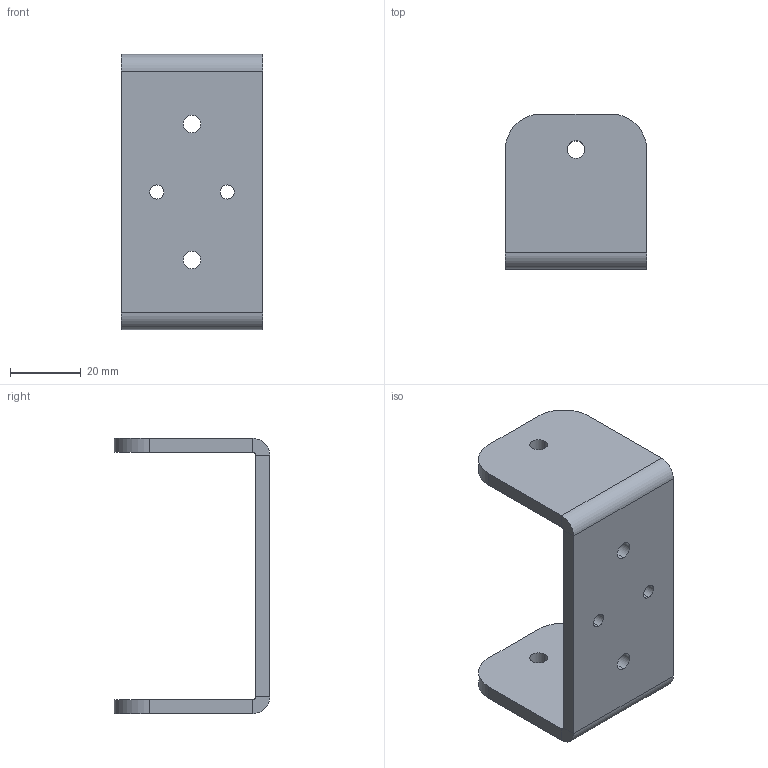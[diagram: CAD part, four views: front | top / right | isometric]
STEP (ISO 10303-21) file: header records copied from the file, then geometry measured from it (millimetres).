
FILE_DESCRIPTION (( 'STEP AP214' ), '1' );
FILE_NAME ('Follower bracket_v1.0.STEP', '2020-04-03T02:38:05', ( '' ), ( '' ), 'SwSTEP 2.0', 'SolidWorks 2020', '' );
FILE_SCHEMA (( 'AUTOMOTIVE_DESIGN' ));
Length unit declared in the file: millimetre
Products named in the file (1): Follower bracket_v1.0
Bounding box: 40 x 44 x 78 mm (x, y, z)
Volume: 24146.1 mm3; surface area: 13921.4 mm2
Topology: 1 solids, 1 shells, 38 faces, 92 edges, 56 vertices
Faces by surface type: cylinder 20, plane 18
Entity records: 1166 total; most frequent: DIRECTION 210, CARTESIAN_POINT 187, ORIENTED_EDGE 184, EDGE_CURVE 92, AXIS2_PLACEMENT_3D 79, VERTEX_POINT 56, LINE 52, VECTOR 52
